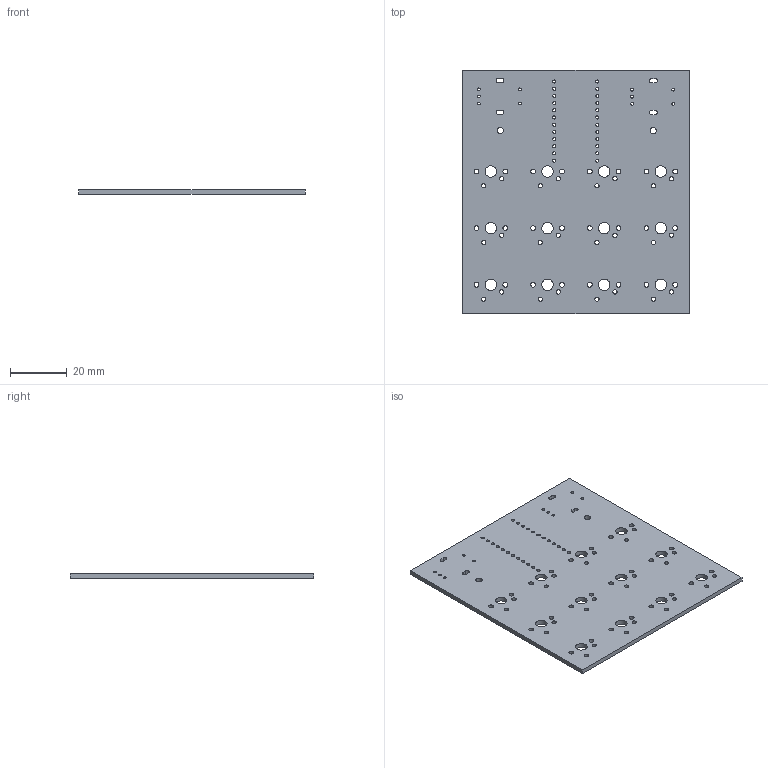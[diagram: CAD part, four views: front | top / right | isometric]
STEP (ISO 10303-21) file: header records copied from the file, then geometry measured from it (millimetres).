
FILE_DESCRIPTION(('KiCad electronic assembly'),'2;1');
FILE_NAME('MacroBoard_16keys_v3.step','2023-03-17T08:44:27',('Pcbnew'),( 'Kicad'),'Open CASCADE STEP processor 7.6','KiCad to STEP converter' ,'Unknown');
FILE_SCHEMA(('AUTOMOTIVE_DESIGN { 1 0 10303 214 1 1 1 1 }'));
Length unit declared in the file: millimetre
Products named in the file (2): MacroBoard_16keys_v3 1; MacroBoard_16keys PCB
Assembly tree (1 placements, depth 2):
  MacroBoard_16keys_v3 1
    MacroBoard_16keys PCB
Bounding box: 79.9 x 85.9 x 1.6 mm (x, y, z)
Volume: 10500.1 mm3; surface area: 14534.9 mm2
Topology: 1 solids, 1 shells, 118 faces, 348 edges, 232 vertices
Faces by surface type: cylinder 104, plane 14
Full cylindrical faces by diameter (mm): 1 x10, 1.1 x24, 1.5 x24, 1.7 x24, 2.2 x2, 4 x12
Entity records: 9655 total; most frequent: CARTESIAN_POINT 2644, DIRECTION 1284, ORIENTED_EDGE 696, PCURVE 696, DEFINITIONAL_REPRESENTATION 696, LINE 628, VECTOR 628, EDGE_CURVE 348
